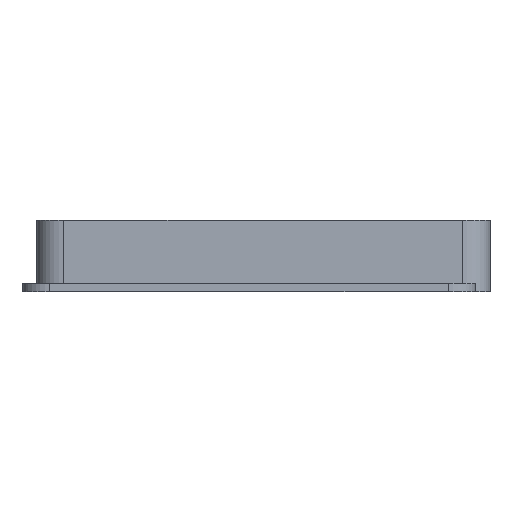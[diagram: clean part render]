
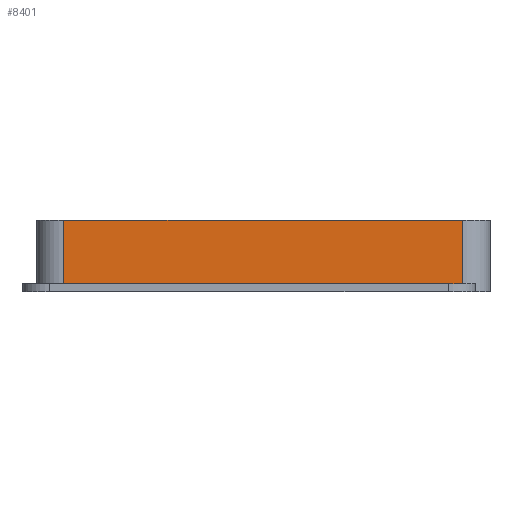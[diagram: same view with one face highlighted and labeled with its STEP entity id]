
A CAD part, left-side view. The second image highlights one B-rep face of the part: STEP entity #8401.
In plain terms, the highlighted planar face has unit normal (-1, 0, 0).
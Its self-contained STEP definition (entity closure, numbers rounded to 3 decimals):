
#1268=FACE_OUTER_BOUND('',#1745,.T.);
#1745=EDGE_LOOP('',(#7275,#7276,#7277,#7278));
#2385=LINE('',#16864,#3080);
#2387=LINE('',#16870,#3082);
#2388=LINE('',#16872,#3083);
#2389=LINE('',#16873,#3084);
#3080=VECTOR('',#9537,10.);
#3082=VECTOR('',#9543,10.);
#3083=VECTOR('',#9544,10.);
#3084=VECTOR('',#9545,10.);
#3917=VERTEX_POINT('',#16861);
#3918=VERTEX_POINT('',#16863);
#3920=VERTEX_POINT('',#16869);
#3921=VERTEX_POINT('',#16871);
#5072=EDGE_CURVE('',#3917,#3918,#2385,.T.);
#5075=EDGE_CURVE('',#3920,#3917,#2387,.T.);
#5076=EDGE_CURVE('',#3921,#3920,#2388,.T.);
#5077=EDGE_CURVE('',#3918,#3921,#2389,.T.);
#7275=ORIENTED_EDGE('',*,*,#5072,.F.);
#7276=ORIENTED_EDGE('',*,*,#5075,.F.);
#7277=ORIENTED_EDGE('',*,*,#5076,.F.);
#7278=ORIENTED_EDGE('',*,*,#5077,.F.);
#8000=PLANE('',#8642);
#8401=ADVANCED_FACE('',(#1268),#8000,.T.);
#8642=AXIS2_PLACEMENT_3D('',#16868,#9541,#9542);
#9537=DIRECTION('',(0.,0.,-1.));
#9541=DIRECTION('center_axis',(-1.,0.,0.));
#9542=DIRECTION('ref_axis',(0.,-1.,0.));
#9543=DIRECTION('',(0.,-1.,0.));
#9544=DIRECTION('',(0.,0.,1.));
#9545=DIRECTION('',(0.,1.,0.));
#16861=CARTESIAN_POINT('',(55.274,-38.936,13.));
#16863=CARTESIAN_POINT('',(55.274,-38.936,0.));
#16864=CARTESIAN_POINT('',(55.274,-38.936,0.));
#16868=CARTESIAN_POINT('Origin',(55.274,38.064,0.));
#16869=CARTESIAN_POINT('',(55.274,33.064,13.));
#16870=CARTESIAN_POINT('',(55.274,-43.936,13.));
#16871=CARTESIAN_POINT('',(55.274,33.064,0.));
#16872=CARTESIAN_POINT('',(55.274,33.064,0.));
#16873=CARTESIAN_POINT('',(55.274,-43.936,0.));
